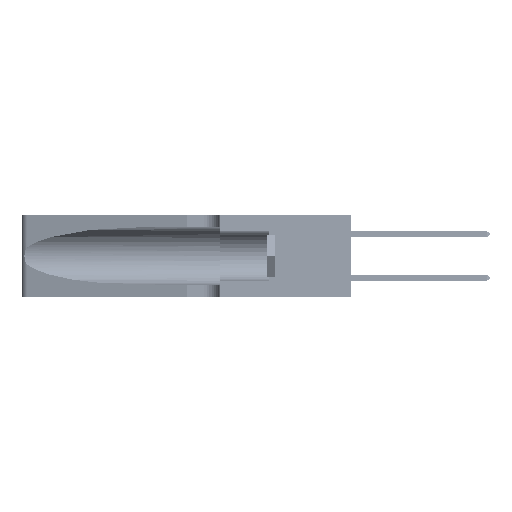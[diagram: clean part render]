
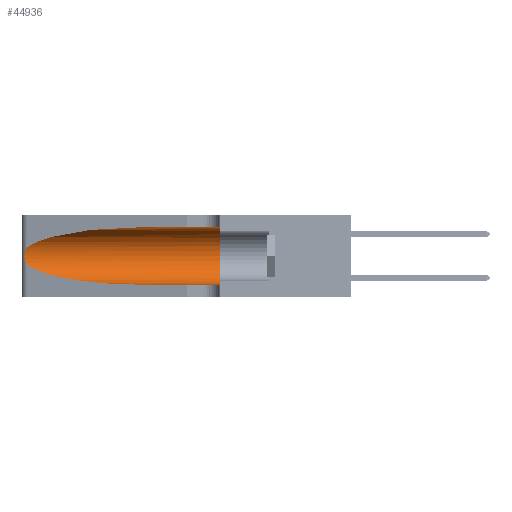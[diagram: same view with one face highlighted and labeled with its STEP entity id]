
A CAD part, left-side view. The second image highlights one B-rep face of the part: STEP entity #44936.
In plain terms, the highlighted cylindrical face has radius 3.308 mm (diameter 6.617 mm), a partial arc.
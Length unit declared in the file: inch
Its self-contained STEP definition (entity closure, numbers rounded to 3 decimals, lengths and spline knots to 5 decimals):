
#1449 = CARTESIAN_POINT ( 'NONE',  ( 0.25487, 1.22718, 0.14631 ) ) ;
#2042 = LINE ( 'NONE', #32281, #43591 ) ;
#2405 = CARTESIAN_POINT ( 'NONE',  ( 0.1305, 0.35, 0.05475 ) ) ;
#2814 = EDGE_LOOP ( 'NONE', ( #12688, #21405, #5891, #26138, #17573, #8711 ) ) ;
#3425 = LINE ( 'NONE', #10331, #34328 ) ;
#3632 = CARTESIAN_POINT ( 'NONE',  ( 0.2373, 1.15595, 0.08982 ) ) ;
#4074 = VERTEX_POINT ( 'NONE', #42695 ) ;
#4096 = DIRECTION ( 'NONE',  ( 0., -1., 0. ) ) ;
#5475 = CARTESIAN_POINT ( 'NONE',  ( 0.25639, 1.23184, 0.21858 ) ) ;
#5891 = ORIENTED_EDGE ( 'NONE', *, *, #7299, .T. ) ;
#6400 = CARTESIAN_POINT ( 'NONE',  ( 0.25487, 1.22718, 0.22369 ) ) ;
#7023 = AXIS2_PLACEMENT_3D ( 'NONE', #44789, #32778, #20947 ) ;
#7299 = EDGE_CURVE ( 'NONE', #31458, #27071, #20217, .T. ) ;
#7546 = CARTESIAN_POINT ( 'NONE',  ( 0.25487, 1.22718, 0.22369 ) ) ;
#8711 = ORIENTED_EDGE ( 'NONE', *, *, #12446, .F. ) ;
#9550 = CARTESIAN_POINT ( 'NONE',  ( 0.25854, 1.2359, 0.20912 ) ) ;
#9976 = VERTEX_POINT ( 'NONE', #21179 ) ;
#10331 = CARTESIAN_POINT ( 'NONE',  ( 0.1305, 1.61858, 0.05475 ) ) ;
#11558 = FACE_OUTER_BOUND ( 'NONE', #2814, .T. ) ;
#11848 = CARTESIAN_POINT ( 'NONE',  ( 0.1305, 0.72297, 0.05475 ) ) ;
#12446 = EDGE_CURVE ( 'NONE', #9976, #4074, #2042, .T. ) ;
#12688 = ORIENTED_EDGE ( 'NONE', *, *, #47639, .T. ) ;
#13293 = CARTESIAN_POINT ( 'NONE',  ( 0.25487, 1.22718, 0.22369 ) ) ;
#13648 = CARTESIAN_POINT ( 'NONE',  ( 0.26075, 1.23896, 0.19203 ) ) ;
#16327 = B_SPLINE_CURVE_WITH_KNOTS ( 'NONE', 3,
 ( #13293, #45437, #5475, #33600, #9550, #37593, #13648, #41618, #17718, #45600, #21748, #49573, #25746, #1449 ),
 .UNSPECIFIED., .F., .F.,
 ( 4, 2, 2, 2, 2, 2, 4 ),
 ( 0., 0.00027, 0.00053, 0.00107, 0.0016, 0.00187, 0.00214 ),
 .UNSPECIFIED. ) ;
#17573 = ORIENTED_EDGE ( 'NONE', *, *, #27594, .F. ) ;
#17718 = CARTESIAN_POINT ( 'NONE',  ( 0.26017, 1.23833, 0.17102 ) ) ;
#18318 = DIRECTION ( 'NONE',  ( 0., -1., 0. ) ) ;
#19296 = DIRECTION ( 'NONE',  ( 0., 1., 0. ) ) ;
#19823 = CARTESIAN_POINT ( 'NONE',  ( 0.18966, 0.96281, 0.05475 ) ) ;
#20217 =( BOUNDED_CURVE ( )  B_SPLINE_CURVE ( 3, ( #35829, #3632, #19823, #11848 ),
 .UNSPECIFIED., .F., .T. ) 
 B_SPLINE_CURVE_WITH_KNOTS ( ( 4, 4 ),
 ( 3.44316, 4.71239 ),
 .UNSPECIFIED. ) 
 CURVE ( )  GEOMETRIC_REPRESENTATION_ITEM ( )  RATIONAL_B_SPLINE_CURVE ( ( 1., 0.87, 0.87, 1. ) ) 
 REPRESENTATION_ITEM ( '' )  );
#20947 = DIRECTION ( 'NONE',  ( 0., 0., -1. ) ) ;
#21056 = CYLINDRICAL_SURFACE ( 'NONE', #7023, 0.13025 ) ;
#21179 = CARTESIAN_POINT ( 'NONE',  ( 0.1305, 0.72297, 0.31525 ) ) ;
#21405 = ORIENTED_EDGE ( 'NONE', *, *, #29965, .T. ) ;
#21748 = CARTESIAN_POINT ( 'NONE',  ( 0.25789, 1.23486, 0.15765 ) ) ;
#23261 = CIRCLE ( 'NONE', #41458, 0.13025 ) ;
#23610 = CARTESIAN_POINT ( 'NONE',  ( 0.18966, 0.96281, 0.31525 ) ) ;
#24090 = CARTESIAN_POINT ( 'NONE',  ( 0.1305, 0.72297, 0.05475 ) ) ;
#25746 = CARTESIAN_POINT ( 'NONE',  ( 0.25555, 1.22993, 0.14849 ) ) ;
#26138 = ORIENTED_EDGE ( 'NONE', *, *, #43086, .T. ) ;
#27071 = VERTEX_POINT ( 'NONE', #24090 ) ;
#27594 = EDGE_CURVE ( 'NONE', #4074, #34806, #23261, .T. ) ;
#29965 = EDGE_CURVE ( 'NONE', #50960, #31458, #16327, .T. ) ;
#31458 = VERTEX_POINT ( 'NONE', #40964 ) ;
#31619 = CARTESIAN_POINT ( 'NONE',  ( 0.2373, 1.15595, 0.28018 ) ) ;
#32281 = CARTESIAN_POINT ( 'NONE',  ( 0.1305, 1.61858, 0.31525 ) ) ;
#32778 = DIRECTION ( 'NONE',  ( 0., -1., 0. ) ) ;
#33600 = CARTESIAN_POINT ( 'NONE',  ( 0.25787, 1.23484, 0.2124 ) ) ;
#34328 = VECTOR ( 'NONE', #18318, 39.37008 ) ;
#34806 = VERTEX_POINT ( 'NONE', #2405 ) ;
#35829 = CARTESIAN_POINT ( 'NONE',  ( 0.25487, 1.22718, 0.14631 ) ) ;
#37593 = CARTESIAN_POINT ( 'NONE',  ( 0.26018, 1.23835, 0.19895 ) ) ;
#40344 =( BOUNDED_CURVE ( )  B_SPLINE_CURVE ( 3, ( #51427, #23610, #31619, #7546 ),
 .UNSPECIFIED., .F., .F. ) 
 B_SPLINE_CURVE_WITH_KNOTS ( ( 4, 4 ),
 ( 1.5708, 2.84003 ),
 .UNSPECIFIED. ) 
 CURVE ( )  GEOMETRIC_REPRESENTATION_ITEM ( )  RATIONAL_B_SPLINE_CURVE ( ( 1., 0.87, 0.87, 1. ) ) 
 REPRESENTATION_ITEM ( '' )  );
#40964 = CARTESIAN_POINT ( 'NONE',  ( 0.25487, 1.22718, 0.14631 ) ) ;
#41458 = AXIS2_PLACEMENT_3D ( 'NONE', #43152, #19296, #47151 ) ;
#41618 = CARTESIAN_POINT ( 'NONE',  ( 0.26075, 1.23896, 0.178 ) ) ;
#42695 = CARTESIAN_POINT ( 'NONE',  ( 0.1305, 0.35, 0.31525 ) ) ;
#43086 = EDGE_CURVE ( 'NONE', #27071, #34806, #3425, .T. ) ;
#43152 = CARTESIAN_POINT ( 'NONE',  ( 0.1305, 0.35, 0.185 ) ) ;
#43591 = VECTOR ( 'NONE', #4096, 39.37008 ) ;
#44789 = CARTESIAN_POINT ( 'NONE',  ( 0.1305, 1.61858, 0.185 ) ) ;
#44936 = ADVANCED_FACE ( 'NONE', ( #11558 ), #21056, .F. ) ;
#45437 = CARTESIAN_POINT ( 'NONE',  ( 0.25555, 1.22994, 0.2215 ) ) ;
#45600 = CARTESIAN_POINT ( 'NONE',  ( 0.25856, 1.23593, 0.16098 ) ) ;
#47151 = DIRECTION ( 'NONE',  ( 0., 0., 1. ) ) ;
#47639 = EDGE_CURVE ( 'NONE', #9976, #50960, #40344, .T. ) ;
#49573 = CARTESIAN_POINT ( 'NONE',  ( 0.25639, 1.23186, 0.15144 ) ) ;
#50960 = VERTEX_POINT ( 'NONE', #6400 ) ;
#51427 = CARTESIAN_POINT ( 'NONE',  ( 0.1305, 0.72297, 0.31525 ) ) ;
